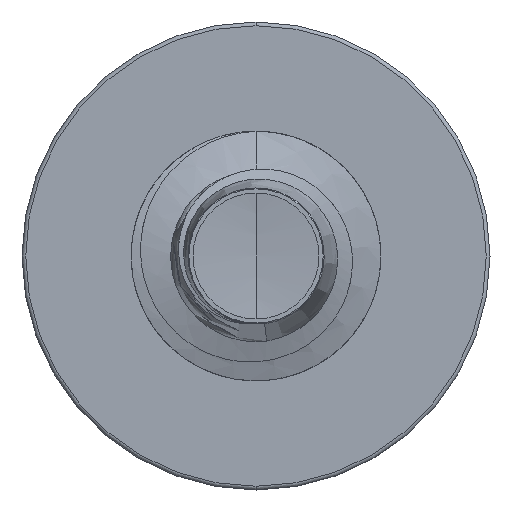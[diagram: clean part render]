
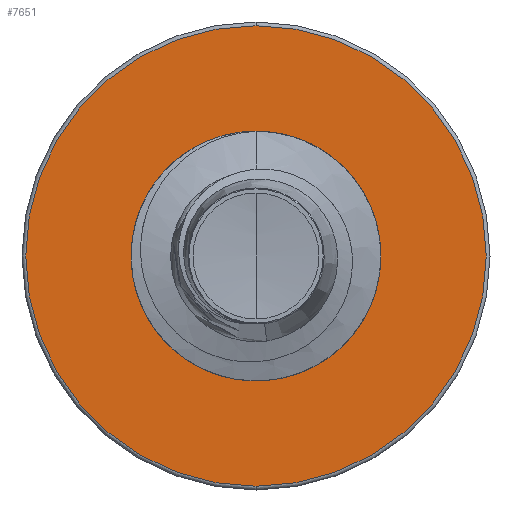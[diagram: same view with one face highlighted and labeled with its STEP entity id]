
A CAD part, front view. The second image highlights one B-rep face of the part: STEP entity #7651.
In plain terms, the highlighted planar face has unit normal (0, -1, 0).
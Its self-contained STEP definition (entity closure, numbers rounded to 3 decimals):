
#147 = AXIS2_PLACEMENT_3D ( 'NONE', #6954, #16271, #8304 ) ;
#651 = CIRCLE ( 'NONE', #6315, 3.69 ) ;
#968 = AXIS2_PLACEMENT_3D ( 'NONE', #13073, #5125, #14418 ) ;
#1358 = CARTESIAN_POINT ( 'NONE',  ( 0., 16., -3.69 ) ) ;
#1533 = ORIENTED_EDGE ( 'NONE', *, *, #9116, .T. ) ;
#2525 = DIRECTION ( 'NONE',  ( 0., 1., 0. ) ) ;
#3176 = FACE_OUTER_BOUND ( 'NONE', #11419, .T. ) ;
#3808 = CIRCLE ( 'NONE', #147, 1.989 ) ;
#3812 = CARTESIAN_POINT ( 'NONE',  ( 0., 16., -1.989 ) ) ;
#4326 = CARTESIAN_POINT ( 'NONE',  ( 0., 16., 1.989 ) ) ;
#5125 = DIRECTION ( 'NONE',  ( 0., 1., 0. ) ) ;
#5380 = ORIENTED_EDGE ( 'NONE', *, *, #14338, .F. ) ;
#5435 = CIRCLE ( 'NONE', #968, 1.989 ) ;
#6315 = AXIS2_PLACEMENT_3D ( 'NONE', #6709, #16018, #8052 ) ;
#6709 = CARTESIAN_POINT ( 'NONE',  ( 0., 16., 0. ) ) ;
#6936 = CARTESIAN_POINT ( 'NONE',  ( 0., 16., 3.69 ) ) ;
#6954 = CARTESIAN_POINT ( 'NONE',  ( 0., 16., 0. ) ) ;
#7517 = EDGE_LOOP ( 'NONE', ( #1533, #7757 ) ) ;
#7651 = ADVANCED_FACE ( 'NONE', ( #3176, #9846 ), #10492, .F. ) ;
#7731 = DIRECTION ( 'NONE',  ( 0., 1., 0. ) ) ;
#7757 = ORIENTED_EDGE ( 'NONE', *, *, #13781, .T. ) ;
#8052 = DIRECTION ( 'NONE',  ( 0., 0., 1. ) ) ;
#8304 = DIRECTION ( 'NONE',  ( 0., 0., 1. ) ) ;
#9116 = EDGE_CURVE ( 'NONE', #14522, #9681, #3808, .T. ) ;
#9153 = AXIS2_PLACEMENT_3D ( 'NONE', #3812, #2525, #11816 ) ;
#9538 = AXIS2_PLACEMENT_3D ( 'NONE', #15704, #7731, #17043 ) ;
#9541 = ORIENTED_EDGE ( 'NONE', *, *, #16581, .F. ) ;
#9681 = VERTEX_POINT ( 'NONE', #16699 ) ;
#9846 = FACE_BOUND ( 'NONE', #7517, .T. ) ;
#10492 = PLANE ( 'NONE',  #9153 ) ;
#10794 = VERTEX_POINT ( 'NONE', #6936 ) ;
#11419 = EDGE_LOOP ( 'NONE', ( #9541, #5380 ) ) ;
#11816 = DIRECTION ( 'NONE',  ( 0., 0., 1. ) ) ;
#11878 = CIRCLE ( 'NONE', #9538, 3.69 ) ;
#12089 = VERTEX_POINT ( 'NONE', #1358 ) ;
#13073 = CARTESIAN_POINT ( 'NONE',  ( 0., 16., 0. ) ) ;
#13781 = EDGE_CURVE ( 'NONE', #9681, #14522, #5435, .T. ) ;
#14338 = EDGE_CURVE ( 'NONE', #12089, #10794, #651, .T. ) ;
#14418 = DIRECTION ( 'NONE',  ( 0., 0., 1. ) ) ;
#14522 = VERTEX_POINT ( 'NONE', #4326 ) ;
#15704 = CARTESIAN_POINT ( 'NONE',  ( 0., 16., 0. ) ) ;
#16018 = DIRECTION ( 'NONE',  ( 0., 1., 0. ) ) ;
#16271 = DIRECTION ( 'NONE',  ( 0., 1., 0. ) ) ;
#16581 = EDGE_CURVE ( 'NONE', #10794, #12089, #11878, .T. ) ;
#16699 = CARTESIAN_POINT ( 'NONE',  ( 0., 16., -1.989 ) ) ;
#17043 = DIRECTION ( 'NONE',  ( 0., 0., 1. ) ) ;
